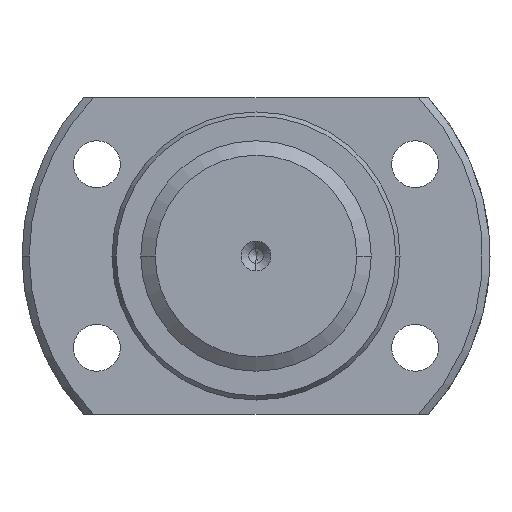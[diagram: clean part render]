
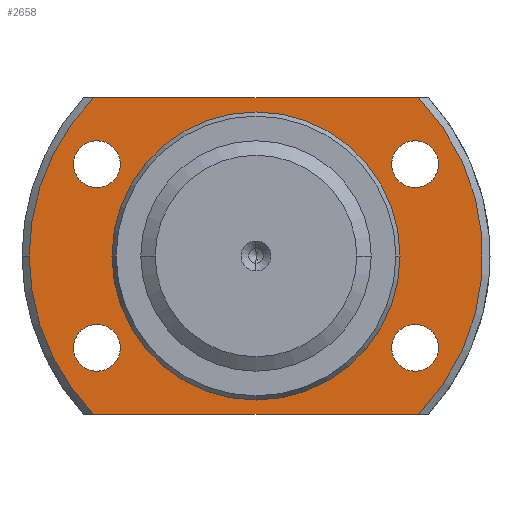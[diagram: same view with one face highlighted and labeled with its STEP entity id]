
A CAD part, left-side view. The second image highlights one B-rep face of the part: STEP entity #2658.
In plain terms, the highlighted planar face has unit normal (-1, 0, 0).
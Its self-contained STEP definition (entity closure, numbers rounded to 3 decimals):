
#21 = ORIENTED_EDGE ( 'NONE', *, *, #1206, .T. ) ;
#24 = CARTESIAN_POINT ( 'NONE',  ( 13.5, 25.35, -12.75 ) ) ;
#94 = CARTESIAN_POINT ( 'NONE',  ( 13.5, 22.544, -22. ) ) ;
#97 = EDGE_CURVE ( 'NONE', #2232, #288, #1665, .T. ) ;
#151 = VERTEX_POINT ( 'NONE', #2188 ) ;
#213 = VERTEX_POINT ( 'NONE', #2110 ) ;
#223 = EDGE_CURVE ( 'NONE', #2120, #213, #476, .T. ) ;
#245 = CIRCLE ( 'NONE', #1398, 3.25 ) ;
#271 = CARTESIAN_POINT ( 'NONE',  ( 13.5, -22.1, 12.75 ) ) ;
#278 = ORIENTED_EDGE ( 'NONE', *, *, #1613, .T. ) ;
#286 = DIRECTION ( 'NONE',  ( 0., 1., 0. ) ) ;
#288 = VERTEX_POINT ( 'NONE', #629 ) ;
#321 = EDGE_CURVE ( 'NONE', #1579, #2436, #1210, .T. ) ;
#359 = EDGE_CURVE ( 'NONE', #2752, #151, #2191, .T. ) ;
#360 = AXIS2_PLACEMENT_3D ( 'NONE', #1092, #1815, #600 ) ;
#365 = DIRECTION ( 'NONE',  ( 0., 1., 0. ) ) ;
#384 = CARTESIAN_POINT ( 'NONE',  ( 13.5, -20., 0. ) ) ;
#453 = FACE_BOUND ( 'NONE', #481, .T. ) ;
#476 = CIRCLE ( 'NONE', #733, 3.25 ) ;
#481 = EDGE_LOOP ( 'NONE', ( #278, #2844 ) ) ;
#491 = DIRECTION ( 'NONE',  ( 0., 1., 0. ) ) ;
#515 = AXIS2_PLACEMENT_3D ( 'NONE', #1511, #752, #2501 ) ;
#525 = CARTESIAN_POINT ( 'NONE',  ( 13.5, -25.35, -12.75 ) ) ;
#526 = CARTESIAN_POINT ( 'NONE',  ( 13.5, -20., 22. ) ) ;
#542 = CARTESIAN_POINT ( 'NONE',  ( 13.5, 22.1, -12.75 ) ) ;
#559 = ORIENTED_EDGE ( 'NONE', *, *, #1484, .T. ) ;
#600 = DIRECTION ( 'NONE',  ( 0., 1., 0. ) ) ;
#629 = CARTESIAN_POINT ( 'NONE',  ( 13.5, 20., 0. ) ) ;
#696 = CARTESIAN_POINT ( 'NONE',  ( 13.5, 18.85, -12.75 ) ) ;
#702 = DIRECTION ( 'NONE',  ( 1., 0., 0. ) ) ;
#710 = DIRECTION ( 'NONE',  ( 0., -1., 0. ) ) ;
#733 = AXIS2_PLACEMENT_3D ( 'NONE', #2174, #3166, #1393 ) ;
#752 = DIRECTION ( 'NONE',  ( 1., 0., 0. ) ) ;
#833 = EDGE_LOOP ( 'NONE', ( #2451, #2449 ) ) ;
#878 = EDGE_CURVE ( 'NONE', #213, #2120, #1053, .T. ) ;
#924 = CARTESIAN_POINT ( 'NONE',  ( 13.5, -22.544, -22. ) ) ;
#934 = EDGE_LOOP ( 'NONE', ( #2504, #21 ) ) ;
#941 = CARTESIAN_POINT ( 'NONE',  ( 13.5, 22.1, 12.75 ) ) ;
#949 = VERTEX_POINT ( 'NONE', #696 ) ;
#980 = VERTEX_POINT ( 'NONE', #924 ) ;
#1005 = CARTESIAN_POINT ( 'NONE',  ( 13.5, 22.544, 22. ) ) ;
#1010 = PLANE ( 'NONE',  #3214 ) ;
#1053 = CIRCLE ( 'NONE', #2864, 3.25 ) ;
#1059 = DIRECTION ( 'NONE',  ( 1., 0., 0. ) ) ;
#1089 = DIRECTION ( 'NONE',  ( 0., 1., 0. ) ) ;
#1092 = CARTESIAN_POINT ( 'NONE',  ( 13.5, 0., 0. ) ) ;
#1138 = DIRECTION ( 'NONE',  ( 1., 0., 0. ) ) ;
#1156 = AXIS2_PLACEMENT_3D ( 'NONE', #1728, #1978, #2719 ) ;
#1157 = CARTESIAN_POINT ( 'NONE',  ( 13.5, 0., 0. ) ) ;
#1161 = EDGE_CURVE ( 'NONE', #2468, #2326, #1366, .T. ) ;
#1206 = EDGE_CURVE ( 'NONE', #949, #2418, #1621, .T. ) ;
#1209 = FACE_BOUND ( 'NONE', #833, .T. ) ;
#1210 = CIRCLE ( 'NONE', #2704, 31.5 ) ;
#1257 = EDGE_CURVE ( 'NONE', #2332, #1929, #2804, .T. ) ;
#1272 = EDGE_LOOP ( 'NONE', ( #1829, #2980 ) ) ;
#1320 = DIRECTION ( 'NONE',  ( 0., 1., 0. ) ) ;
#1350 = EDGE_CURVE ( 'NONE', #2418, #949, #245, .T. ) ;
#1352 = EDGE_CURVE ( 'NONE', #1929, #980, #3219, .T. ) ;
#1366 = CIRCLE ( 'NONE', #3185, 3.25 ) ;
#1393 = DIRECTION ( 'NONE',  ( 0., 1., 0. ) ) ;
#1398 = AXIS2_PLACEMENT_3D ( 'NONE', #2083, #1138, #1089 ) ;
#1425 = CARTESIAN_POINT ( 'NONE',  ( 13.5, 0., 0. ) ) ;
#1445 = VECTOR ( 'NONE', #710, 1000. ) ;
#1449 = AXIS2_PLACEMENT_3D ( 'NONE', #2587, #2606, #2873 ) ;
#1484 = EDGE_CURVE ( 'NONE', #151, #2752, #1752, .T. ) ;
#1492 = FACE_OUTER_BOUND ( 'NONE', #2578, .T. ) ;
#1511 = CARTESIAN_POINT ( 'NONE',  ( 13.5, -22.1, -12.75 ) ) ;
#1579 = VERTEX_POINT ( 'NONE', #94 ) ;
#1600 = DIRECTION ( 'NONE',  ( 1., 0., 0. ) ) ;
#1601 = DIRECTION ( 'NONE',  ( 1., 0., 0. ) ) ;
#1613 = EDGE_CURVE ( 'NONE', #288, #2232, #2699, .T. ) ;
#1621 = CIRCLE ( 'NONE', #2502, 3.25 ) ;
#1636 = CARTESIAN_POINT ( 'NONE',  ( 13.5, 0., 0. ) ) ;
#1648 = DIRECTION ( 'NONE',  ( 1., 0., 0. ) ) ;
#1653 = CIRCLE ( 'NONE', #2283, 31.5 ) ;
#1665 = CIRCLE ( 'NONE', #1156, 20. ) ;
#1696 = LINE ( 'NONE', #1761, #1445 ) ;
#1728 = CARTESIAN_POINT ( 'NONE',  ( 13.5, 0., 0. ) ) ;
#1747 = DIRECTION ( 'NONE',  ( 0., -1., 0. ) ) ;
#1752 = CIRCLE ( 'NONE', #515, 3.25 ) ;
#1761 = CARTESIAN_POINT ( 'NONE',  ( 13.5, -20., -22. ) ) ;
#1772 = ORIENTED_EDGE ( 'NONE', *, *, #3049, .F. ) ;
#1790 = DIRECTION ( 'NONE',  ( 1., 0., 0. ) ) ;
#1804 = DIRECTION ( 'NONE',  ( 0., 1., 0. ) ) ;
#1815 = DIRECTION ( 'NONE',  ( 1., 0., 0. ) ) ;
#1829 = ORIENTED_EDGE ( 'NONE', *, *, #878, .T. ) ;
#1929 = VERTEX_POINT ( 'NONE', #3024 ) ;
#1948 = CARTESIAN_POINT ( 'NONE',  ( 13.5, -18.85, 12.75 ) ) ;
#1978 = DIRECTION ( 'NONE',  ( 1., 0., 0. ) ) ;
#2083 = CARTESIAN_POINT ( 'NONE',  ( 13.5, 22.1, -12.75 ) ) ;
#2110 = CARTESIAN_POINT ( 'NONE',  ( 13.5, 25.35, 12.75 ) ) ;
#2116 = CARTESIAN_POINT ( 'NONE',  ( 13.5, -25.35, 12.75 ) ) ;
#2120 = VERTEX_POINT ( 'NONE', #2399 ) ;
#2160 = DIRECTION ( 'NONE',  ( 1., 0., 0. ) ) ;
#2174 = CARTESIAN_POINT ( 'NONE',  ( 13.5, 22.1, 12.75 ) ) ;
#2180 = CARTESIAN_POINT ( 'NONE',  ( 13.5, -20., 0. ) ) ;
#2188 = CARTESIAN_POINT ( 'NONE',  ( 13.5, -18.85, -12.75 ) ) ;
#2191 = CIRCLE ( 'NONE', #3128, 3.25 ) ;
#2195 = FACE_BOUND ( 'NONE', #934, .T. ) ;
#2198 = ORIENTED_EDGE ( 'NONE', *, *, #2306, .T. ) ;
#2206 = DIRECTION ( 'NONE',  ( 0., 1., 0. ) ) ;
#2232 = VERTEX_POINT ( 'NONE', #384 ) ;
#2272 = CARTESIAN_POINT ( 'NONE',  ( 13.5, 31.5, 0. ) ) ;
#2283 = AXIS2_PLACEMENT_3D ( 'NONE', #1157, #1600, #365 ) ;
#2295 = DIRECTION ( 'NONE',  ( 0., 1., 0. ) ) ;
#2306 = EDGE_CURVE ( 'NONE', #1579, #980, #1696, .T. ) ;
#2326 = VERTEX_POINT ( 'NONE', #1948 ) ;
#2332 = VERTEX_POINT ( 'NONE', #1005 ) ;
#2381 = AXIS2_PLACEMENT_3D ( 'NONE', #1636, #1601, #2835 ) ;
#2399 = CARTESIAN_POINT ( 'NONE',  ( 13.5, 18.85, 12.75 ) ) ;
#2418 = VERTEX_POINT ( 'NONE', #24 ) ;
#2436 = VERTEX_POINT ( 'NONE', #2272 ) ;
#2449 = ORIENTED_EDGE ( 'NONE', *, *, #1161, .T. ) ;
#2451 = ORIENTED_EDGE ( 'NONE', *, *, #2938, .T. ) ;
#2468 = VERTEX_POINT ( 'NONE', #2116 ) ;
#2501 = DIRECTION ( 'NONE',  ( 0., 1., 0. ) ) ;
#2502 = AXIS2_PLACEMENT_3D ( 'NONE', #542, #1059, #286 ) ;
#2504 = ORIENTED_EDGE ( 'NONE', *, *, #1350, .T. ) ;
#2562 = ORIENTED_EDGE ( 'NONE', *, *, #321, .F. ) ;
#2578 = EDGE_LOOP ( 'NONE', ( #3161, #1772, #2562, #2198, #2628 ) ) ;
#2587 = CARTESIAN_POINT ( 'NONE',  ( 13.5, -22.1, 12.75 ) ) ;
#2606 = DIRECTION ( 'NONE',  ( 1., 0., 0. ) ) ;
#2628 = ORIENTED_EDGE ( 'NONE', *, *, #1352, .F. ) ;
#2658 = ADVANCED_FACE ( 'NONE', ( #2989, #1209, #2939, #2195, #453, #1492 ), #1010, .F. ) ;
#2699 = CIRCLE ( 'NONE', #360, 20. ) ;
#2704 = AXIS2_PLACEMENT_3D ( 'NONE', #1425, #2160, #1804 ) ;
#2719 = DIRECTION ( 'NONE',  ( 0., 1., 0. ) ) ;
#2752 = VERTEX_POINT ( 'NONE', #525 ) ;
#2778 = EDGE_LOOP ( 'NONE', ( #559, #3144 ) ) ;
#2804 = LINE ( 'NONE', #526, #3076 ) ;
#2835 = DIRECTION ( 'NONE',  ( 0., 1., 0. ) ) ;
#2841 = CARTESIAN_POINT ( 'NONE',  ( 13.5, -22.1, -12.75 ) ) ;
#2844 = ORIENTED_EDGE ( 'NONE', *, *, #97, .T. ) ;
#2848 = CIRCLE ( 'NONE', #1449, 3.25 ) ;
#2864 = AXIS2_PLACEMENT_3D ( 'NONE', #941, #1648, #2206 ) ;
#2873 = DIRECTION ( 'NONE',  ( 0., 1., 0. ) ) ;
#2938 = EDGE_CURVE ( 'NONE', #2326, #2468, #2848, .T. ) ;
#2939 = FACE_BOUND ( 'NONE', #2778, .T. ) ;
#2980 = ORIENTED_EDGE ( 'NONE', *, *, #223, .T. ) ;
#2989 = FACE_BOUND ( 'NONE', #1272, .T. ) ;
#3024 = CARTESIAN_POINT ( 'NONE',  ( 13.5, -22.544, 22. ) ) ;
#3049 = EDGE_CURVE ( 'NONE', #2436, #2332, #1653, .T. ) ;
#3051 = DIRECTION ( 'NONE',  ( 1., 0., 0. ) ) ;
#3076 = VECTOR ( 'NONE', #1747, 1000. ) ;
#3128 = AXIS2_PLACEMENT_3D ( 'NONE', #2841, #1790, #1320 ) ;
#3144 = ORIENTED_EDGE ( 'NONE', *, *, #359, .T. ) ;
#3161 = ORIENTED_EDGE ( 'NONE', *, *, #1257, .F. ) ;
#3166 = DIRECTION ( 'NONE',  ( 1., 0., 0. ) ) ;
#3185 = AXIS2_PLACEMENT_3D ( 'NONE', #271, #3051, #2295 ) ;
#3214 = AXIS2_PLACEMENT_3D ( 'NONE', #2180, #702, #491 ) ;
#3219 = CIRCLE ( 'NONE', #2381, 31.5 ) ;
